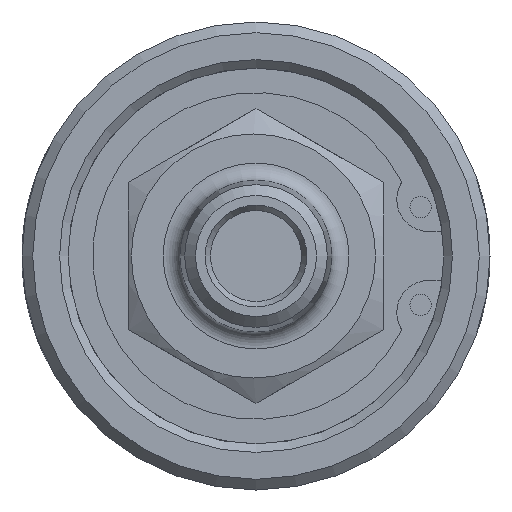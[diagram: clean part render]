
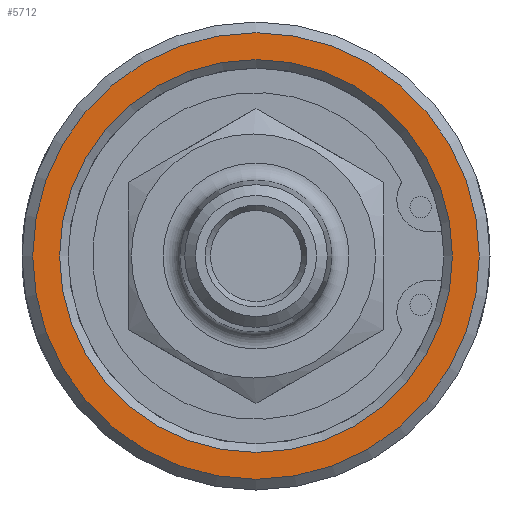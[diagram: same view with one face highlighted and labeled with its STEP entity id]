
A CAD part, left-side view. The second image highlights one B-rep face of the part: STEP entity #5712.
In plain terms, the highlighted planar face has unit normal (-1, 0, 0).
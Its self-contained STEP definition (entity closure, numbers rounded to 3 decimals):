
#252=FACE_BOUND('',#782,.T.);
#311=PLANE('',#6127);
#437=FACE_OUTER_BOUND('',#781,.T.);
#781=EDGE_LOOP('',(#3952));
#782=EDGE_LOOP('',(#3953));
#1174=CIRCLE('',#6126,18.34);
#1175=CIRCLE('',#6128,20.85);
#2362=VERTEX_POINT('',#7967);
#2363=VERTEX_POINT('',#7971);
#2987=EDGE_CURVE('',#2362,#2362,#1174,.T.);
#2988=EDGE_CURVE('',#2363,#2363,#1175,.T.);
#3952=ORIENTED_EDGE('',*,*,#2988,.F.);
#3953=ORIENTED_EDGE('',*,*,#2987,.F.);
#5712=ADVANCED_FACE('',(#437,#252),#311,.T.);
#6126=AXIS2_PLACEMENT_3D('',#7969,#6679,#6680);
#6127=AXIS2_PLACEMENT_3D('',#7970,#6681,#6682);
#6128=AXIS2_PLACEMENT_3D('',#7972,#6683,#6684);
#6679=DIRECTION('center_axis',(-1.,0.,0.));
#6680=DIRECTION('ref_axis',(0.,-1.,0.));
#6681=DIRECTION('center_axis',(-1.,0.,0.));
#6682=DIRECTION('ref_axis',(0.,0.,1.));
#6683=DIRECTION('center_axis',(1.,0.,0.));
#6684=DIRECTION('ref_axis',(0.,-1.,0.));
#7967=CARTESIAN_POINT('',(0.,18.34,0.));
#7969=CARTESIAN_POINT('Origin',(0.,0.,0.));
#7970=CARTESIAN_POINT('Origin',(0.,10.925,0.));
#7971=CARTESIAN_POINT('',(0.,20.85,0.));
#7972=CARTESIAN_POINT('Origin',(0.,0.,0.));
